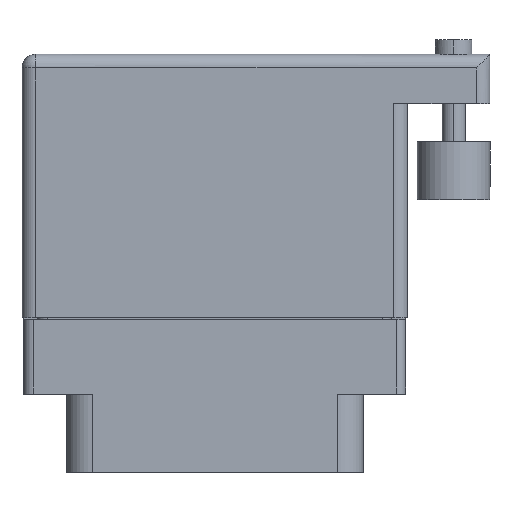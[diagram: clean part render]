
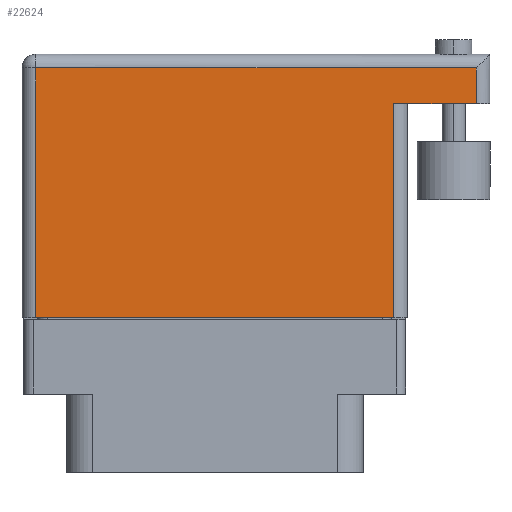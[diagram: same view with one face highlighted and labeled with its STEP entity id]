
A CAD part, front view. The second image highlights one B-rep face of the part: STEP entity #22624.
In plain terms, the highlighted face is planar.
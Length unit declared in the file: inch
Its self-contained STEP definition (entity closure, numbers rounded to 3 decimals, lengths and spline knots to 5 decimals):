
#294 = CARTESIAN_POINT ( 'NONE',  ( 0.6155, -0.1, 0.3575 ) ) ;
#343 = FACE_OUTER_BOUND ( 'NONE', #9774, .T. ) ;
#654 = ORIENTED_EDGE ( 'NONE', *, *, #2794, .T. ) ;
#1133 = ORIENTED_EDGE ( 'NONE', *, *, #21381, .T. ) ;
#1707 = ORIENTED_EDGE ( 'NONE', *, *, #5086, .T. ) ;
#2424 = LINE ( 'NONE', #18253, #16778 ) ;
#2794 = EDGE_CURVE ( 'NONE', #3293, #17889, #3039, .T. ) ;
#3039 = LINE ( 'NONE', #10150, #7842 ) ;
#3085 = VERTEX_POINT ( 'NONE', #11701 ) ;
#3293 = VERTEX_POINT ( 'NONE', #20252 ) ;
#5086 = EDGE_CURVE ( 'NONE', #18070, #7176, #19818, .T. ) ;
#5282 = PLANE ( 'NONE',  #10749 ) ;
#5461 = CARTESIAN_POINT ( 'NONE',  ( -0.6625, -0.1, 0.3575 ) ) ;
#5683 = LINE ( 'NONE', #20769, #12364 ) ;
#5820 = VECTOR ( 'NONE', #8141, 39.37008 ) ;
#6039 = LINE ( 'NONE', #5461, #12686 ) ;
#7176 = VERTEX_POINT ( 'NONE', #9405 ) ;
#7241 = CARTESIAN_POINT ( 'NONE',  ( -0.6155, 0.759, 0.3575 ) ) ;
#7265 = EDGE_CURVE ( 'NONE', #3085, #18070, #6039, .T. ) ;
#7594 = DIRECTION ( 'NONE',  ( 1., 0., 0. ) ) ;
#7842 = VECTOR ( 'NONE', #18430, 39.37008 ) ;
#8141 = DIRECTION ( 'NONE',  ( 0., 1., 0. ) ) ;
#9405 = CARTESIAN_POINT ( 'NONE',  ( 0.6155, 0.636, 0.3575 ) ) ;
#9487 = CARTESIAN_POINT ( 'NONE',  ( -0.6625, 0.806, 0.3575 ) ) ;
#9692 = ORIENTED_EDGE ( 'NONE', *, *, #7265, .T. ) ;
#9774 = EDGE_LOOP ( 'NONE', ( #9692, #1707, #16126, #1133, #654, #17672 ) ) ;
#10150 = CARTESIAN_POINT ( 'NONE',  ( -0.6625, 0.759, 0.3575 ) ) ;
#10190 = VECTOR ( 'NONE', #17441, 39.37008 ) ;
#10749 = AXIS2_PLACEMENT_3D ( 'NONE', #9487, #17491, #15411 ) ;
#11616 = EDGE_CURVE ( 'NONE', #16582, #7176, #2424, .T. ) ;
#11701 = CARTESIAN_POINT ( 'NONE',  ( -0.6155, -0.1, 0.3575 ) ) ;
#12364 = VECTOR ( 'NONE', #17018, 39.37008 ) ;
#12686 = VECTOR ( 'NONE', #7594, 39.37008 ) ;
#14379 = DIRECTION ( 'NONE',  ( -1., 0., 0. ) ) ;
#14850 = CARTESIAN_POINT ( 'NONE',  ( 0.8995, 0.636, 0.3575 ) ) ;
#15411 = DIRECTION ( 'NONE',  ( -1., 0., 0. ) ) ;
#16126 = ORIENTED_EDGE ( 'NONE', *, *, #11616, .F. ) ;
#16582 = VERTEX_POINT ( 'NONE', #14850 ) ;
#16778 = VECTOR ( 'NONE', #14379, 39.37008 ) ;
#17018 = DIRECTION ( 'NONE',  ( 0., 1., 0. ) ) ;
#17441 = DIRECTION ( 'NONE',  ( 0., -1., 0. ) ) ;
#17491 = DIRECTION ( 'NONE',  ( 0., 0., -1. ) ) ;
#17509 = LINE ( 'NONE', #21459, #10190 ) ;
#17672 = ORIENTED_EDGE ( 'NONE', *, *, #20559, .T. ) ;
#17889 = VERTEX_POINT ( 'NONE', #7241 ) ;
#18070 = VERTEX_POINT ( 'NONE', #294 ) ;
#18253 = CARTESIAN_POINT ( 'NONE',  ( 0.9465, 0.636, 0.3575 ) ) ;
#18430 = DIRECTION ( 'NONE',  ( -1., 0., 0. ) ) ;
#19818 = LINE ( 'NONE', #24374, #5820 ) ;
#20252 = CARTESIAN_POINT ( 'NONE',  ( 0.8995, 0.759, 0.3575 ) ) ;
#20559 = EDGE_CURVE ( 'NONE', #17889, #3085, #17509, .T. ) ;
#20769 = CARTESIAN_POINT ( 'NONE',  ( 0.8995, 0.806, 0.3575 ) ) ;
#21381 = EDGE_CURVE ( 'NONE', #16582, #3293, #5683, .T. ) ;
#21459 = CARTESIAN_POINT ( 'NONE',  ( -0.6155, -0.1, 0.3575 ) ) ;
#22624 = ADVANCED_FACE ( 'NONE', ( #343 ), #5282, .F. ) ;
#24374 = CARTESIAN_POINT ( 'NONE',  ( 0.6155, 0.636, 0.3575 ) ) ;
